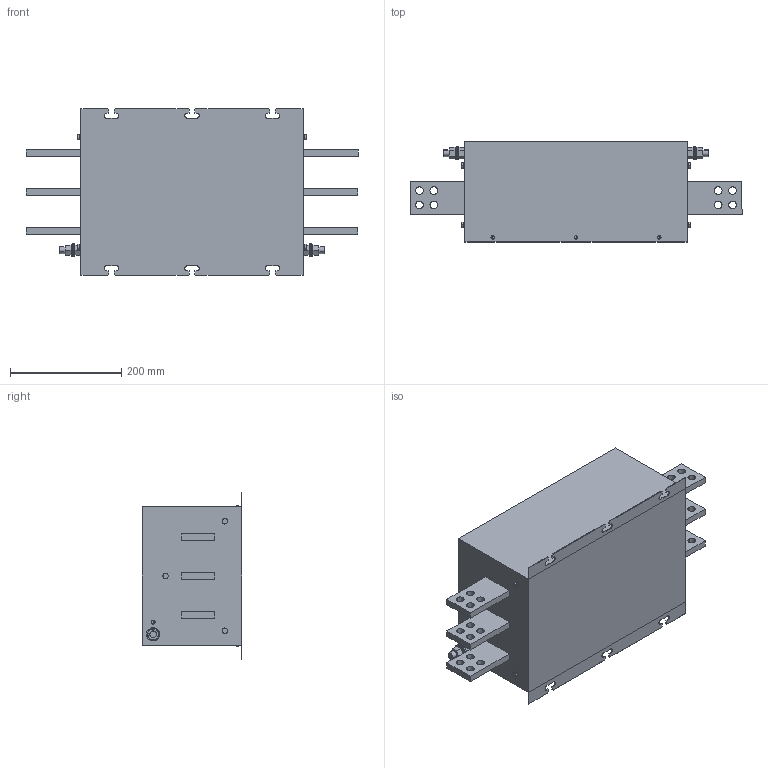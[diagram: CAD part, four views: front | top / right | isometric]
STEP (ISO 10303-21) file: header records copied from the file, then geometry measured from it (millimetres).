
FILE_DESCRIPTION (( 'STEP AP214' ), '1' );
FILE_NAME ('305801.STEP', '2024-07-24T10:00:43', ( '' ), ( '' ), 'SwSTEP 2.0', 'SolidWorks 2022', '' );
FILE_SCHEMA (( 'AUTOMOTIVE_DESIGN' ));
Length unit declared in the file: millimetre
Products named in the file (1): 305801
Bounding box: 598 x 180.05 x 300 mm (x, y, z)
Volume: 18424652.7 mm3; surface area: 568483.5 mm2
Topology: 1 solids, 1 shells, 334 faces, 842 edges, 562 vertices
Faces by surface type: plane 188, cylinder 134, sphere 12
Entity records: 10220 total; most frequent: DIRECTION 1800, CARTESIAN_POINT 1739, ORIENTED_EDGE 1684, EDGE_CURVE 842, AXIS2_PLACEMENT_3D 623, VERTEX_POINT 562, VECTOR 554, LINE 554
